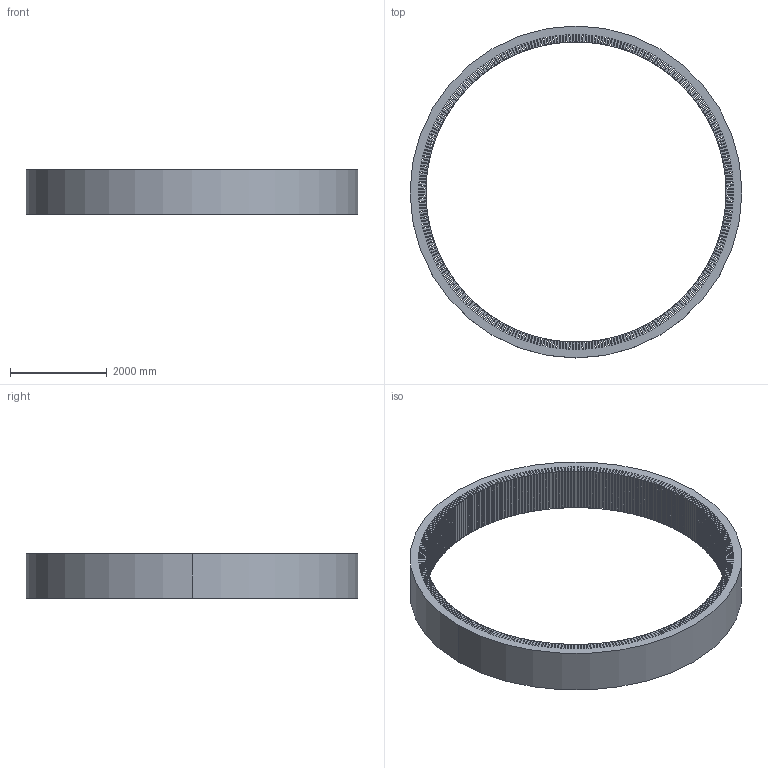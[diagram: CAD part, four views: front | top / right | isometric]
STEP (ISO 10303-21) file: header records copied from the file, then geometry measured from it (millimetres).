
FILE_DESCRIPTION (( 'STEP AP214' ), '1' );
FILE_NAME ('laminasyon35mm_Ns300_Slot22_2022_11_17_z_oriented.STEP', '2023-05-04T06:32:40', ( '' ), ( '' ), 'SwSTEP 2.0', 'SolidWorks 2021', '' );
FILE_SCHEMA (( 'AUTOMOTIVE_DESIGN' ));
Length unit declared in the file: millimetre
Products named in the file (1): laminasyon35mm_Ns300_Slot22_2022_11_17_z_oriented
Bounding box: 6858 x 6858 x 925 mm (x, y, z)
Volume: 5335885306.1 mm3; surface area: 133836260.3 mm2
Topology: 1 solids, 1 shells, 1204 faces, 3606 edges, 2404 vertices
Faces by surface type: plane 902, cylinder 302
Entity records: 40387 total; most frequent: CARTESIAN_POINT 7215, ORIENTED_EDGE 7212, DIRECTION 6620, EDGE_CURVE 3606, VECTOR 3002, LINE 3002, VERTEX_POINT 2404, AXIS2_PLACEMENT_3D 1809
